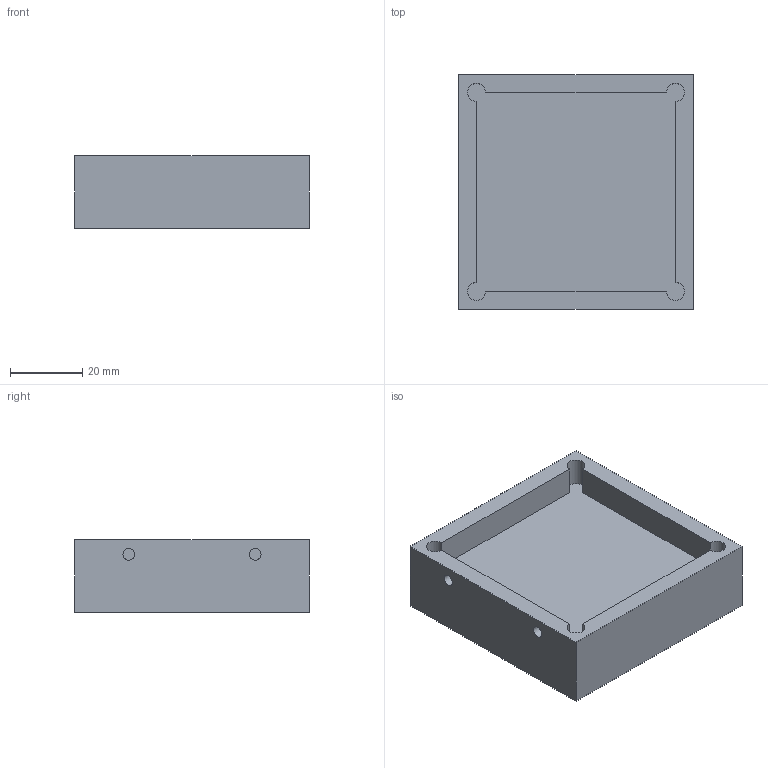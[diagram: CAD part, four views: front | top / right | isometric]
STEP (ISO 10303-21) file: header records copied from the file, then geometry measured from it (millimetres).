
FILE_DESCRIPTION(/* description */ (''),/* implementation_level */ '2;1');
FILE_NAME(/* name */ 'Large-cuvette-mount-50mm-V3.stp',/* time_stamp */ '2019-01-28T14:36:00+01:00',/* author */ ('voigt'),/* organization */ (''),/* preprocessor_version */ 'ST-DEVELOPER v16.1',/* originating_system */ 'Autodesk Inventor 2016',/* authorisation */ '');
FILE_SCHEMA (('AUTOMOTIVE_DESIGN { 1 0 10303 214 3 1 1 }'));
Length unit declared in the file: millimetre
Products named in the file (1): Large-cuvette-mount-50mm-V3
Bounding box: 65 x 65 x 20 mm (x, y, z)
Volume: 55746 mm3; surface area: 16437.8 mm2
Topology: 1 solids, 1 shells, 28 faces, 73 edges, 49 vertices
Faces by surface type: plane 16, cylinder 11, cone 1
Full cylindrical faces by diameter (mm): 3.242 x3
Entity records: 852 total; most frequent: DIRECTION 146, CARTESIAN_POINT 141, ORIENTED_EDGE 132, EDGE_CURVE 66, AXIS2_PLACEMENT_3D 51, VERTEX_POINT 46, LINE 44, VECTOR 44
